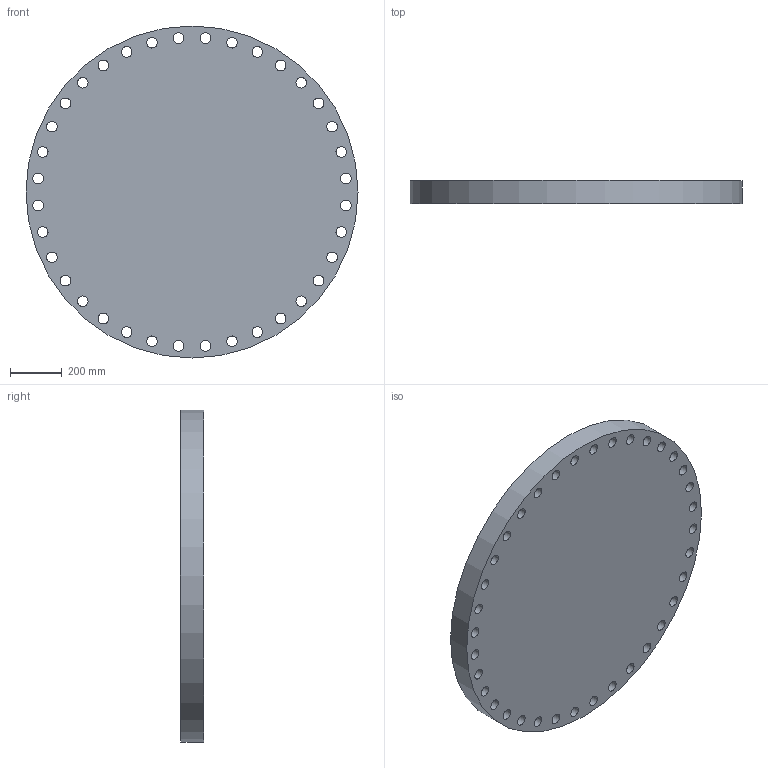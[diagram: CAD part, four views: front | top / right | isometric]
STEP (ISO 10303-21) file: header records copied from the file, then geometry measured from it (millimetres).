
FILE_DESCRIPTION(/* description */ (''),/* implementation_level */ '2;1');
FILE_NAME(/* name */ 'ASME-A150-40B.stp',/* time_stamp */ '2023-11-07T14:40:47-05:00',/* author */ ('Admin'),/* organization */ (''),/* preprocessor_version */ 'ST-DEVELOPER v19',/* originating_system */ 'Autodesk Inventor 2023',/* authorisation */ '');
FILE_SCHEMA (('AUTOMOTIVE_DESIGN { 1 0 10303 214 3 1 1 }'));
Length unit declared in the file: inch
Products named in the file (1): ASME-A150-40B
Bounding box: 1289.05 x 90.49 x 1289.05 mm (x, y, z)
Volume: 113316849.8 mm3; surface area: 3291110 mm2
Topology: 1 solids, 1 shells, 41 faces, 114 edges, 76 vertices
Faces by surface type: cylinder 37, plane 3, cone 1
Full cylindrical faces by diameter (mm): 41.275 x36, 1289.05 x1
Entity records: 1553 total; most frequent: DIRECTION 274, CARTESIAN_POINT 232, ORIENTED_EDGE 228, AXIS2_PLACEMENT_3D 118, EDGE_LOOP 114, EDGE_CURVE 114, CIRCLE 76, VERTEX_POINT 76
